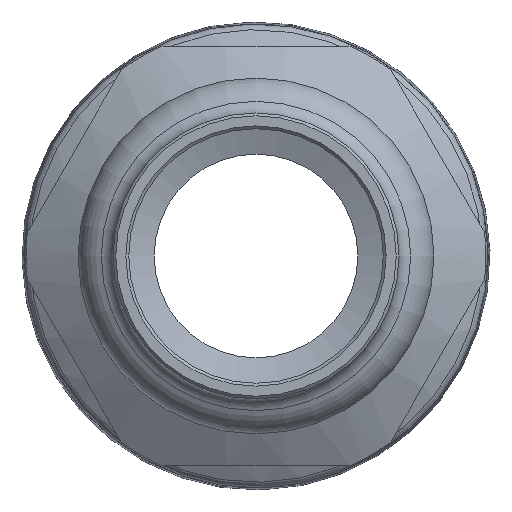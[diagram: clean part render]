
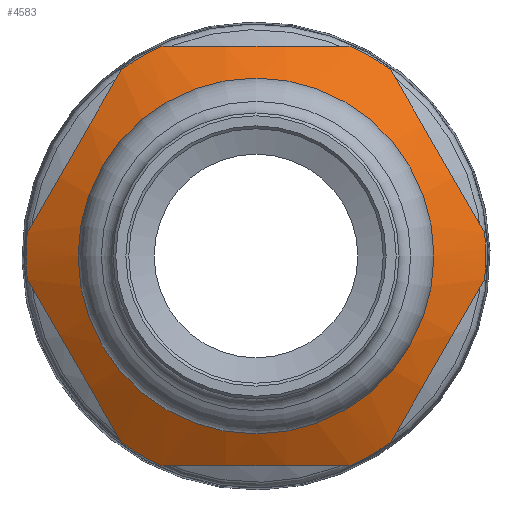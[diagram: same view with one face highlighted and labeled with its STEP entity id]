
A CAD part, front view. The second image highlights one B-rep face of the part: STEP entity #4583.
In plain terms, the highlighted conical face has half-angle 60 degrees and reference radius 17.78 mm.
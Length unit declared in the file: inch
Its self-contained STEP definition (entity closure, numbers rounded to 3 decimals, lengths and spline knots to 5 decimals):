
#203=(
BOUNDED_CURVE()
B_SPLINE_CURVE(2,(#10827,#10828,#10829),.UNSPECIFIED.,.F.,.F.)
B_SPLINE_CURVE_WITH_KNOTS((3,3),(0.,1.67512),.UNSPECIFIED.)
CURVE()
GEOMETRIC_REPRESENTATION_ITEM()
RATIONAL_B_SPLINE_CURVE((1.,1.096,1.))
REPRESENTATION_ITEM('')
);
#204=(
BOUNDED_CURVE()
B_SPLINE_CURVE(2,(#10833,#10834,#10835),.UNSPECIFIED.,.F.,.F.)
B_SPLINE_CURVE_WITH_KNOTS((3,3),(0.,1.67512),.UNSPECIFIED.)
CURVE()
GEOMETRIC_REPRESENTATION_ITEM()
RATIONAL_B_SPLINE_CURVE((1.,1.096,1.))
REPRESENTATION_ITEM('')
);
#205=(
BOUNDED_CURVE()
B_SPLINE_CURVE(2,(#10839,#10840,#10841),.UNSPECIFIED.,.F.,.F.)
B_SPLINE_CURVE_WITH_KNOTS((3,3),(0.,1.67512),.UNSPECIFIED.)
CURVE()
GEOMETRIC_REPRESENTATION_ITEM()
RATIONAL_B_SPLINE_CURVE((1.,1.096,1.))
REPRESENTATION_ITEM('')
);
#206=(
BOUNDED_CURVE()
B_SPLINE_CURVE(2,(#10845,#10846,#10847),.UNSPECIFIED.,.F.,.F.)
B_SPLINE_CURVE_WITH_KNOTS((3,3),(0.,1.67512),.UNSPECIFIED.)
CURVE()
GEOMETRIC_REPRESENTATION_ITEM()
RATIONAL_B_SPLINE_CURVE((1.,1.096,1.))
REPRESENTATION_ITEM('')
);
#207=(
BOUNDED_CURVE()
B_SPLINE_CURVE(2,(#10851,#10852,#10853),.UNSPECIFIED.,.F.,.F.)
B_SPLINE_CURVE_WITH_KNOTS((3,3),(0.,1.67512),.UNSPECIFIED.)
CURVE()
GEOMETRIC_REPRESENTATION_ITEM()
RATIONAL_B_SPLINE_CURVE((1.,1.096,1.))
REPRESENTATION_ITEM('')
);
#208=(
BOUNDED_CURVE()
B_SPLINE_CURVE(2,(#10857,#10858,#10859),.UNSPECIFIED.,.F.,.F.)
B_SPLINE_CURVE_WITH_KNOTS((3,3),(0.,1.67512),.UNSPECIFIED.)
CURVE()
GEOMETRIC_REPRESENTATION_ITEM()
RATIONAL_B_SPLINE_CURVE((1.,1.096,1.))
REPRESENTATION_ITEM('')
);
#697=FACE_OUTER_BOUND('',#1001,.T.);
#1001=EDGE_LOOP('',(#3681,#3682,#3683,#3684,#3685,#3686,#3687,#3688,#3689,
#3690,#3691,#3692,#3693,#3694,#3695,#3696));
#1198=LINE('',#10823,#1342);
#1342=VECTOR('',#6201,0.7);
#1576=CIRCLE('',#5093,0.60928);
#1578=CIRCLE('',#5097,0.8);
#1579=CIRCLE('',#5098,0.8);
#1580=CIRCLE('',#5099,0.8);
#1581=CIRCLE('',#5100,0.8);
#1582=CIRCLE('',#5101,0.8);
#1583=CIRCLE('',#5102,0.8);
#1584=CIRCLE('',#5103,0.8);
#1968=VERTEX_POINT('',#10815);
#1970=VERTEX_POINT('',#10822);
#1971=VERTEX_POINT('',#10824);
#1972=VERTEX_POINT('',#10826);
#1973=VERTEX_POINT('',#10830);
#1974=VERTEX_POINT('',#10832);
#1975=VERTEX_POINT('',#10836);
#1976=VERTEX_POINT('',#10838);
#1977=VERTEX_POINT('',#10842);
#1978=VERTEX_POINT('',#10844);
#1979=VERTEX_POINT('',#10848);
#1980=VERTEX_POINT('',#10850);
#1981=VERTEX_POINT('',#10854);
#1982=VERTEX_POINT('',#10856);
#2553=EDGE_CURVE('',#1968,#1968,#1576,.T.);
#2555=EDGE_CURVE('',#1968,#1970,#1198,.T.);
#2556=EDGE_CURVE('',#1971,#1970,#1578,.T.);
#2557=EDGE_CURVE('',#1972,#1971,#203,.T.);
#2558=EDGE_CURVE('',#1973,#1972,#1579,.T.);
#2559=EDGE_CURVE('',#1974,#1973,#204,.T.);
#2560=EDGE_CURVE('',#1975,#1974,#1580,.T.);
#2561=EDGE_CURVE('',#1976,#1975,#205,.T.);
#2562=EDGE_CURVE('',#1977,#1976,#1581,.T.);
#2563=EDGE_CURVE('',#1978,#1977,#206,.T.);
#2564=EDGE_CURVE('',#1979,#1978,#1582,.T.);
#2565=EDGE_CURVE('',#1980,#1979,#207,.T.);
#2566=EDGE_CURVE('',#1981,#1980,#1583,.T.);
#2567=EDGE_CURVE('',#1982,#1981,#208,.T.);
#2568=EDGE_CURVE('',#1970,#1982,#1584,.T.);
#3681=ORIENTED_EDGE('',*,*,#2553,.F.);
#3682=ORIENTED_EDGE('',*,*,#2555,.T.);
#3683=ORIENTED_EDGE('',*,*,#2556,.F.);
#3684=ORIENTED_EDGE('',*,*,#2557,.F.);
#3685=ORIENTED_EDGE('',*,*,#2558,.F.);
#3686=ORIENTED_EDGE('',*,*,#2559,.F.);
#3687=ORIENTED_EDGE('',*,*,#2560,.F.);
#3688=ORIENTED_EDGE('',*,*,#2561,.F.);
#3689=ORIENTED_EDGE('',*,*,#2562,.F.);
#3690=ORIENTED_EDGE('',*,*,#2563,.F.);
#3691=ORIENTED_EDGE('',*,*,#2564,.F.);
#3692=ORIENTED_EDGE('',*,*,#2565,.F.);
#3693=ORIENTED_EDGE('',*,*,#2566,.F.);
#3694=ORIENTED_EDGE('',*,*,#2567,.F.);
#3695=ORIENTED_EDGE('',*,*,#2568,.F.);
#3696=ORIENTED_EDGE('',*,*,#2555,.F.);
#4072=CONICAL_SURFACE('',#5096,0.7,1.047);
#4583=ADVANCED_FACE('',(#697),#4072,.T.);
#5093=AXIS2_PLACEMENT_3D('',#10817,#6193,#6194);
#5096=AXIS2_PLACEMENT_3D('',#10821,#6199,#6200);
#5097=AXIS2_PLACEMENT_3D('',#10825,#6202,#6203);
#5098=AXIS2_PLACEMENT_3D('',#10831,#6204,#6205);
#5099=AXIS2_PLACEMENT_3D('',#10837,#6206,#6207);
#5100=AXIS2_PLACEMENT_3D('',#10843,#6208,#6209);
#5101=AXIS2_PLACEMENT_3D('',#10849,#6210,#6211);
#5102=AXIS2_PLACEMENT_3D('',#10855,#6212,#6213);
#5103=AXIS2_PLACEMENT_3D('',#10860,#6214,#6215);
#6193=DIRECTION('center_axis',(0.,-1.,0.));
#6194=DIRECTION('ref_axis',(-1.,0.,0.));
#6199=DIRECTION('center_axis',(0.,1.,0.));
#6200=DIRECTION('ref_axis',(1.,0.,0.));
#6201=DIRECTION('',(-0.866,0.5,0.));
#6202=DIRECTION('center_axis',(0.,1.,0.));
#6203=DIRECTION('ref_axis',(-1.,0.,0.));
#6204=DIRECTION('center_axis',(0.,1.,0.));
#6205=DIRECTION('ref_axis',(-1.,0.,0.));
#6206=DIRECTION('center_axis',(0.,1.,0.));
#6207=DIRECTION('ref_axis',(-1.,0.,0.));
#6208=DIRECTION('center_axis',(0.,1.,0.));
#6209=DIRECTION('ref_axis',(-1.,0.,0.));
#6210=DIRECTION('center_axis',(0.,1.,0.));
#6211=DIRECTION('ref_axis',(-1.,0.,0.));
#6212=DIRECTION('center_axis',(0.,1.,0.));
#6213=DIRECTION('ref_axis',(-1.,0.,0.));
#6214=DIRECTION('center_axis',(0.,1.,0.));
#6215=DIRECTION('ref_axis',(-1.,0.,0.));
#10815=CARTESIAN_POINT('',(-0.60928,-2.04629,0.));
#10817=CARTESIAN_POINT('Origin',(0.,-2.04629,
0.));
#10821=CARTESIAN_POINT('Origin',(0.,-1.99392,
0.));
#10822=CARTESIAN_POINT('',(-0.8,-1.93618,0.));
#10823=CARTESIAN_POINT('',(-0.7,-1.99392,0.));
#10824=CARTESIAN_POINT('',(-0.79583,-1.93618,-0.08158));
#10825=CARTESIAN_POINT('Origin',(0.,-1.93618,
0.));
#10826=CARTESIAN_POINT('',(-0.46857,-1.93618,-0.64842));
#10827=CARTESIAN_POINT('Ctrl Pts',(-0.46857,-1.93618,
-0.64842));
#10828=CARTESIAN_POINT('Ctrl Pts',(-0.6322,-2.01348,
-0.365));
#10829=CARTESIAN_POINT('Ctrl Pts',(-0.79583,-1.93618,
-0.08158));
#10830=CARTESIAN_POINT('',(-0.32726,-1.93618,-0.73));
#10831=CARTESIAN_POINT('Origin',(0.,-1.93618,
0.));
#10832=CARTESIAN_POINT('',(0.32726,-1.93618,-0.73));
#10833=CARTESIAN_POINT('Ctrl Pts',(0.32726,-1.93618,
-0.73));
#10834=CARTESIAN_POINT('Ctrl Pts',(0.,-2.01348,
-0.73));
#10835=CARTESIAN_POINT('Ctrl Pts',(-0.32726,-1.93618,
-0.73));
#10836=CARTESIAN_POINT('',(0.46857,-1.93618,-0.64842));
#10837=CARTESIAN_POINT('Origin',(0.,-1.93618,
0.));
#10838=CARTESIAN_POINT('',(0.79583,-1.93618,-0.08158));
#10839=CARTESIAN_POINT('Ctrl Pts',(0.79583,-1.93618,
-0.08158));
#10840=CARTESIAN_POINT('Ctrl Pts',(0.6322,-2.01348,-0.365));
#10841=CARTESIAN_POINT('Ctrl Pts',(0.46857,-1.93618,
-0.64842));
#10842=CARTESIAN_POINT('',(0.79583,-1.93618,0.08158));
#10843=CARTESIAN_POINT('Origin',(0.,-1.93618,
0.));
#10844=CARTESIAN_POINT('',(0.46857,-1.93618,0.64842));
#10845=CARTESIAN_POINT('Ctrl Pts',(0.46857,-1.93618,
0.64842));
#10846=CARTESIAN_POINT('Ctrl Pts',(0.6322,-2.01348,0.365));
#10847=CARTESIAN_POINT('Ctrl Pts',(0.79583,-1.93618,
0.08158));
#10848=CARTESIAN_POINT('',(0.32726,-1.93618,0.73));
#10849=CARTESIAN_POINT('Origin',(0.,-1.93618,
0.));
#10850=CARTESIAN_POINT('',(-0.32726,-1.93618,0.73));
#10851=CARTESIAN_POINT('Ctrl Pts',(-0.32726,-1.93618,
0.73));
#10852=CARTESIAN_POINT('Ctrl Pts',(0.,-2.01348,
0.73));
#10853=CARTESIAN_POINT('Ctrl Pts',(0.32726,-1.93618,
0.73));
#10854=CARTESIAN_POINT('',(-0.46857,-1.93618,0.64842));
#10855=CARTESIAN_POINT('Origin',(0.,-1.93618,
0.));
#10856=CARTESIAN_POINT('',(-0.79583,-1.93618,0.08158));
#10857=CARTESIAN_POINT('Ctrl Pts',(-0.79583,-1.93618,
0.08158));
#10858=CARTESIAN_POINT('Ctrl Pts',(-0.6322,-2.01348,
0.365));
#10859=CARTESIAN_POINT('Ctrl Pts',(-0.46857,-1.93618,
0.64842));
#10860=CARTESIAN_POINT('Origin',(0.,-1.93618,
0.));
